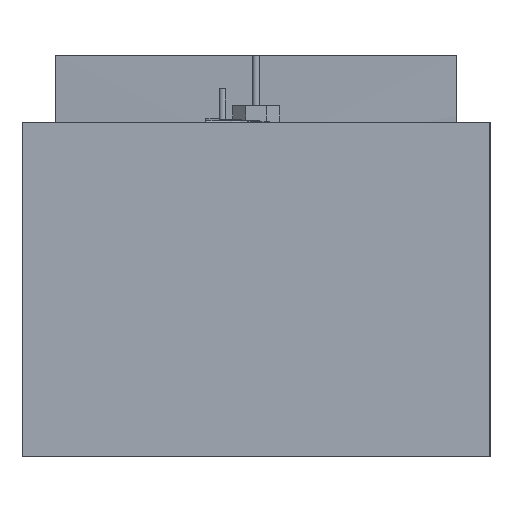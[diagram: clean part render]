
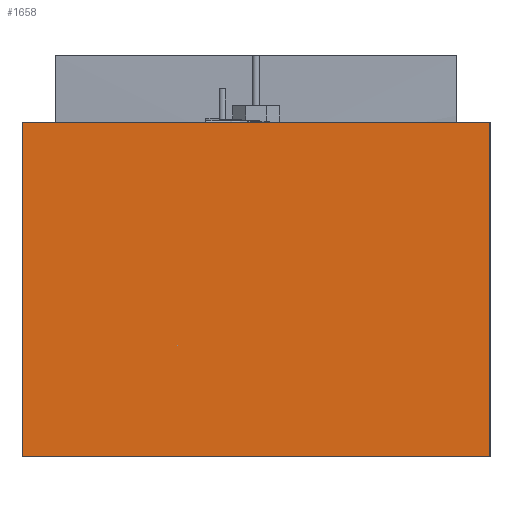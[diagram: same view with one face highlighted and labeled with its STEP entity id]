
A CAD part, left-side view. The second image highlights one B-rep face of the part: STEP entity #1658.
In plain terms, the highlighted planar face has unit normal (-1, 0, 0).
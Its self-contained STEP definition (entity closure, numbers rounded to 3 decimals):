
#202=FACE_OUTER_BOUND('',#324,.T.);
#324=EDGE_LOOP('',(#1124,#1125,#1126,#1127));
#451=LINE('',#2406,#587);
#457=LINE('',#2418,#593);
#460=LINE('',#2423,#596);
#461=LINE('',#2425,#597);
#587=VECTOR('',#1965,10.);
#593=VECTOR('',#1973,10.);
#596=VECTOR('',#1980,10.);
#597=VECTOR('',#1983,10.);
#723=VERTEX_POINT('',#2403);
#724=VERTEX_POINT('',#2405);
#726=VERTEX_POINT('',#2411);
#729=VERTEX_POINT('',#2416);
#877=EDGE_CURVE('',#723,#724,#451,.T.);
#883=EDGE_CURVE('',#729,#726,#457,.T.);
#886=EDGE_CURVE('',#724,#729,#460,.T.);
#887=EDGE_CURVE('',#723,#726,#461,.T.);
#1124=ORIENTED_EDGE('',*,*,#887,.T.);
#1125=ORIENTED_EDGE('',*,*,#883,.F.);
#1126=ORIENTED_EDGE('',*,*,#886,.F.);
#1127=ORIENTED_EDGE('',*,*,#877,.F.);
#1576=PLANE('',#1813);
#1658=ADVANCED_FACE('',(#202),#1576,.F.);
#1813=AXIS2_PLACEMENT_3D('',#2424,#1981,#1982);
#1965=DIRECTION('',(0.,-1.,0.));
#1973=DIRECTION('',(0.,1.,0.));
#1980=DIRECTION('',(0.,0.,-1.));
#1981=DIRECTION('center_axis',(1.,0.,0.));
#1982=DIRECTION('ref_axis',(0.,0.,-1.));
#1983=DIRECTION('',(0.,0.,-1.));
#2403=CARTESIAN_POINT('',(-10.,120.,100.));
#2405=CARTESIAN_POINT('',(-10.,-20.,100.));
#2406=CARTESIAN_POINT('',(-10.,50.,100.));
#2411=CARTESIAN_POINT('',(-10.,120.,0.));
#2416=CARTESIAN_POINT('',(-10.,-20.,0.));
#2418=CARTESIAN_POINT('',(-10.,50.,0.));
#2423=CARTESIAN_POINT('',(-10.,-20.,50.));
#2424=CARTESIAN_POINT('Origin',(-10.,50.,50.));
#2425=CARTESIAN_POINT('',(-10.,120.,50.));
